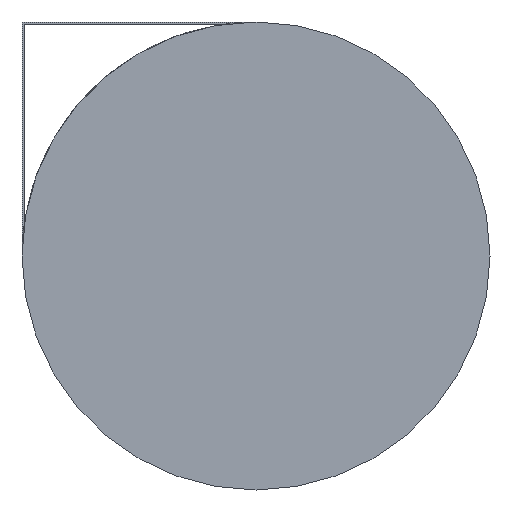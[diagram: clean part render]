
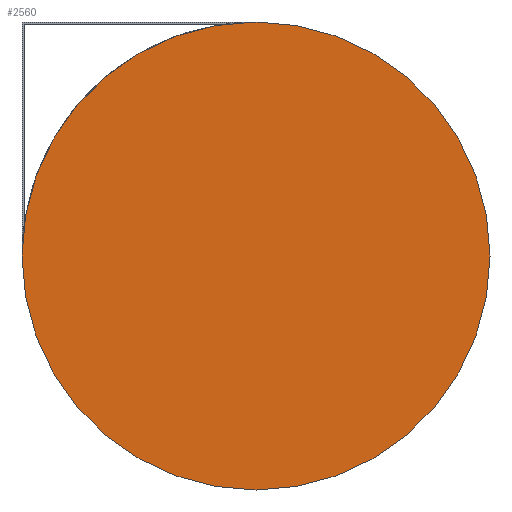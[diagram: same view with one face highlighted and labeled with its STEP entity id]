
A CAD part, front view. The second image highlights one B-rep face of the part: STEP entity #2560.
In plain terms, the highlighted planar face has unit normal (0, -1, 0).
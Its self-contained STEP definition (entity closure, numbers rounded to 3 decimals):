
#121=CIRCLE('',#2593,100.);
#258=FACE_OUTER_BOUND('',#408,.T.);
#408=EDGE_LOOP('',(#2320));
#1014=VERTEX_POINT('',#3255);
#1259=EDGE_CURVE('',#1014,#1014,#121,.T.);
#2320=ORIENTED_EDGE('',*,*,#1259,.F.);
#2425=PLANE('',#2695);
#2560=ADVANCED_FACE('',(#258),#2425,.F.);
#2593=AXIS2_PLACEMENT_3D('',#3257,#2731,#2732);
#2695=AXIS2_PLACEMENT_3D('',#4290,#3216,#3217);
#2731=DIRECTION('center_axis',(0.,1.,0.));
#2732=DIRECTION('ref_axis',(-1.,0.,0.));
#3216=DIRECTION('center_axis',(0.,1.,0.));
#3217=DIRECTION('ref_axis',(0.,0.,1.));
#3255=CARTESIAN_POINT('',(100.,0.,0.));
#3257=CARTESIAN_POINT('Origin',(0.,0.,0.));
#4290=CARTESIAN_POINT('Origin',(0.,0.,0.));
